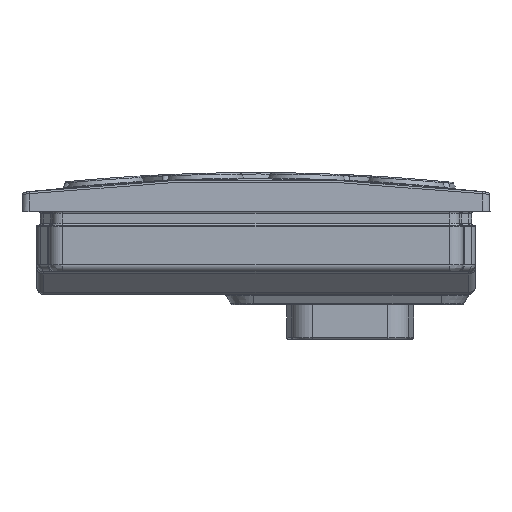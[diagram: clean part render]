
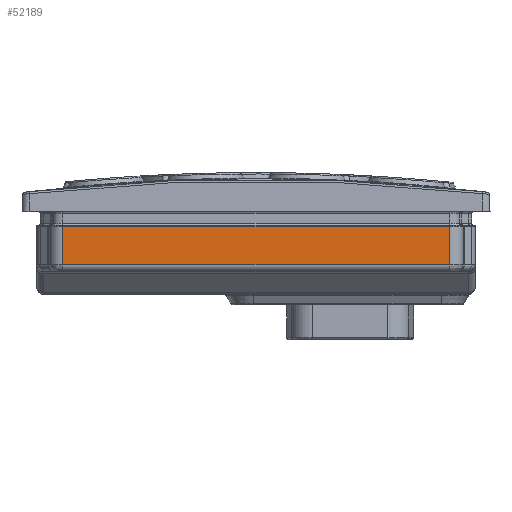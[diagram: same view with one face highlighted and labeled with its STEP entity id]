
A CAD part, front view. The second image highlights one B-rep face of the part: STEP entity #52189.
In plain terms, the highlighted planar face has unit normal (0, -1, 0).
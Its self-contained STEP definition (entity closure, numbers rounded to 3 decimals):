
#5400=DIRECTION('',(0.,0.,-1.));
#5401=VECTOR('',#5400,5.5);
#5402=CARTESIAN_POINT('',(-27.5,-129.4,-2.1));
#5403=LINE('',#5402,#5401);
#5407=DIRECTION('',(1.,0.,0.));
#5408=VECTOR('',#5407,55.);
#5409=CARTESIAN_POINT('',(-27.5,-129.4,-2.1));
#5410=LINE('',#5409,#5408);
#5414=DIRECTION('',(0.,0.,-1.));
#5415=VECTOR('',#5414,5.5);
#5416=CARTESIAN_POINT('',(27.5,-129.4,-2.1));
#5417=LINE('',#5416,#5415);
#5573=DIRECTION('',(1.,0.,0.));
#5574=VECTOR('',#5573,55.);
#5575=CARTESIAN_POINT('',(-27.5,-129.4,-7.6));
#5576=LINE('',#5575,#5574);
#46963=CARTESIAN_POINT('',(-27.5,-129.4,-2.1));
#46965=VERTEX_POINT('',#46963);
#46966=CARTESIAN_POINT('',(-27.5,-129.4,-7.6));
#46967=VERTEX_POINT('',#46966);
#46975=CARTESIAN_POINT('',(27.5,-129.4,-2.1));
#46977=VERTEX_POINT('',#46975);
#46978=CARTESIAN_POINT('',(27.5,-129.4,-7.6));
#46979=VERTEX_POINT('',#46978);
#52176=CARTESIAN_POINT('',(-27.5,-129.4,-2.1));
#52177=DIRECTION('',(0.,-1.,0.));
#52178=DIRECTION('',(0.,0.,-1.));
#52179=AXIS2_PLACEMENT_3D('',#52176,#52177,#52178);
#52180=PLANE('',#52179);
#52181=ORIENTED_EDGE('',*,*,#52169,.F.);
#52182=ORIENTED_EDGE('',*,*,#52060,.T.);
#52184=ORIENTED_EDGE('',*,*,#52183,.T.);
#52186=ORIENTED_EDGE('',*,*,#52185,.F.);
#52187=EDGE_LOOP('',(#52181,#52182,#52184,#52186));
#52188=FACE_OUTER_BOUND('',#52187,.F.);
#52189=ADVANCED_FACE('',(#52188),#52180,.T.);
#52060=EDGE_CURVE('',#46965,#46977,#5410,.T.);
#52169=EDGE_CURVE('',#46965,#46967,#5403,.T.);
#52183=EDGE_CURVE('',#46977,#46979,#5417,.T.);
#52185=EDGE_CURVE('',#46967,#46979,#5576,.T.);
